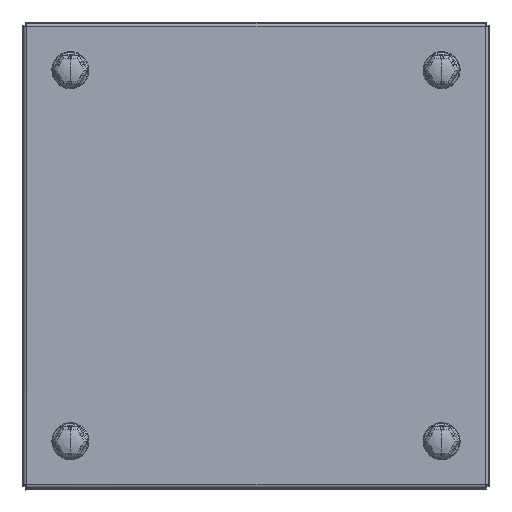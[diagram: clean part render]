
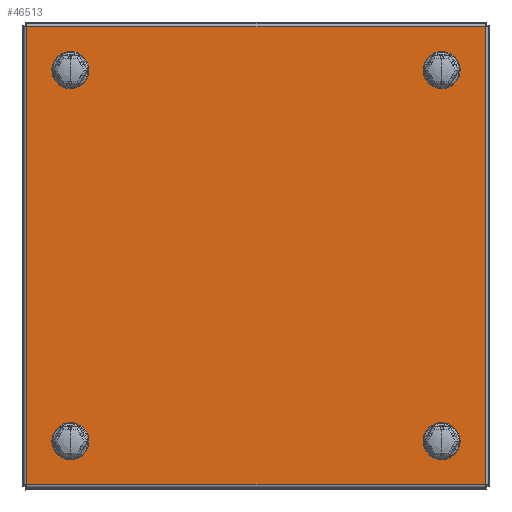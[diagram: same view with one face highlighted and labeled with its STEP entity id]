
A CAD part, top view. The second image highlights one B-rep face of the part: STEP entity #46513.
In plain terms, the highlighted planar face has unit normal (0, 0, 1).
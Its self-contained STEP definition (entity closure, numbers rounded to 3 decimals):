
#193 = ORIENTED_EDGE ( 'NONE', *, *, #46961, .F. ) ;
#401 = ORIENTED_EDGE ( 'NONE', *, *, #10221, .F. ) ;
#428 = EDGE_CURVE ( 'NONE', #19634, #46270, #40433, .T. ) ;
#925 = DIRECTION ( 'NONE',  ( 0., 0., 1. ) ) ;
#2331 = CARTESIAN_POINT ( 'NONE',  ( -78.4, 78.429, 100. ) ) ;
#2406 = CARTESIAN_POINT ( 'NONE',  ( -66.25, -63.5, 100. ) ) ;
#2642 = CARTESIAN_POINT ( 'NONE',  ( -79.5, 79.5, 100. ) ) ;
#2791 = ORIENTED_EDGE ( 'NONE', *, *, #41484, .F. ) ;
#3107 = EDGE_LOOP ( 'NONE', ( #24111, #2791 ) ) ;
#3111 = DIRECTION ( 'NONE',  ( 1., 0., 0. ) ) ;
#4117 = DIRECTION ( 'NONE',  ( 0., 0., 1. ) ) ;
#4431 = CARTESIAN_POINT ( 'NONE',  ( 66.25, -63.5, 100. ) ) ;
#4959 = VERTEX_POINT ( 'NONE', #2406 ) ;
#5179 = EDGE_CURVE ( 'NONE', #8381, #4959, #43716, .T. ) ;
#5324 = DIRECTION ( 'NONE',  ( 1., 0., 0. ) ) ;
#5849 = CARTESIAN_POINT ( 'NONE',  ( 60.75, -63.5, 100. ) ) ;
#6361 = EDGE_CURVE ( 'NONE', #46270, #19634, #26806, .T. ) ;
#6718 = CIRCLE ( 'NONE', #12947, 2.75 ) ;
#6863 = CIRCLE ( 'NONE', #22384, 2.75 ) ;
#6971 = CARTESIAN_POINT ( 'NONE',  ( -63.5, -63.5, 100. ) ) ;
#7119 = EDGE_LOOP ( 'NONE', ( #401, #193 ) ) ;
#8381 = VERTEX_POINT ( 'NONE', #26424 ) ;
#8933 = CARTESIAN_POINT ( 'NONE',  ( 78.429, 78.4, 100. ) ) ;
#9703 = LINE ( 'NONE', #20877, #23390 ) ;
#10221 = EDGE_CURVE ( 'NONE', #25939, #43853, #6863, .T. ) ;
#10340 = CARTESIAN_POINT ( 'NONE',  ( 63.5, -63.5, 100. ) ) ;
#11937 = VERTEX_POINT ( 'NONE', #4431 ) ;
#12352 = DIRECTION ( 'NONE',  ( 0., 1., 0. ) ) ;
#12574 = AXIS2_PLACEMENT_3D ( 'NONE', #37861, #4117, #45114 ) ;
#12947 = AXIS2_PLACEMENT_3D ( 'NONE', #10340, #25155, #29494 ) ;
#13285 = DIRECTION ( 'NONE',  ( 1., 0., 0. ) ) ;
#13474 = EDGE_LOOP ( 'NONE', ( #35758, #22316 ) ) ;
#15308 = EDGE_CURVE ( 'NONE', #33912, #36094, #45570, .T. ) ;
#15765 = AXIS2_PLACEMENT_3D ( 'NONE', #25015, #24548, #39331 ) ;
#15817 = CARTESIAN_POINT ( 'NONE',  ( 78.4, -78.4, 100. ) ) ;
#16927 = ORIENTED_EDGE ( 'NONE', *, *, #36970, .T. ) ;
#17443 = AXIS2_PLACEMENT_3D ( 'NONE', #2642, #42435, #20859 ) ;
#17487 = CARTESIAN_POINT ( 'NONE',  ( -63.5, 63.5, 100. ) ) ;
#17962 = CARTESIAN_POINT ( 'NONE',  ( -78.4, 78.4, 100. ) ) ;
#17979 = CARTESIAN_POINT ( 'NONE',  ( 66.25, 63.5, 100. ) ) ;
#18271 = CARTESIAN_POINT ( 'NONE',  ( -78.4, -78.4, 100. ) ) ;
#19065 = EDGE_LOOP ( 'NONE', ( #16927, #36956, #35181, #42223 ) ) ;
#19396 = CARTESIAN_POINT ( 'NONE',  ( 78.4, -78.429, 100. ) ) ;
#19634 = VERTEX_POINT ( 'NONE', #29925 ) ;
#20352 = LINE ( 'NONE', #8933, #47402 ) ;
#20410 = DIRECTION ( 'NONE',  ( 0., 0., 1. ) ) ;
#20859 = DIRECTION ( 'NONE',  ( 0., -1., 0. ) ) ;
#20877 = CARTESIAN_POINT ( 'NONE',  ( -78.429, -78.4, 100. ) ) ;
#21788 = VECTOR ( 'NONE', #31947, 1000. ) ;
#22316 = ORIENTED_EDGE ( 'NONE', *, *, #33385, .F. ) ;
#22384 = AXIS2_PLACEMENT_3D ( 'NONE', #17487, #20410, #42936 ) ;
#22523 = DIRECTION ( 'NONE',  ( 1., 0., 0. ) ) ;
#23390 = VECTOR ( 'NONE', #5324, 1000. ) ;
#24111 = ORIENTED_EDGE ( 'NONE', *, *, #25301, .F. ) ;
#24256 = FACE_BOUND ( 'NONE', #25782, .T. ) ;
#24548 = DIRECTION ( 'NONE',  ( 0., 0., 1. ) ) ;
#25015 = CARTESIAN_POINT ( 'NONE',  ( -63.5, -63.5, 100. ) ) ;
#25155 = DIRECTION ( 'NONE',  ( 0., 0., 1. ) ) ;
#25301 = EDGE_CURVE ( 'NONE', #11937, #39554, #6718, .T. ) ;
#25782 = EDGE_LOOP ( 'NONE', ( #43888, #37019 ) ) ;
#25939 = VERTEX_POINT ( 'NONE', #40771 ) ;
#26424 = CARTESIAN_POINT ( 'NONE',  ( -60.75, -63.5, 100. ) ) ;
#26806 = CIRCLE ( 'NONE', #34557, 2.75 ) ;
#27251 = EDGE_CURVE ( 'NONE', #36094, #36239, #20352, .T. ) ;
#27656 = FACE_BOUND ( 'NONE', #7119, .T. ) ;
#27852 = DIRECTION ( 'NONE',  ( -1., 0., 0. ) ) ;
#29494 = DIRECTION ( 'NONE',  ( 1., 0., 0. ) ) ;
#29925 = CARTESIAN_POINT ( 'NONE',  ( 60.75, 63.5, 100. ) ) ;
#30169 = VECTOR ( 'NONE', #12352, 1000. ) ;
#30248 = CARTESIAN_POINT ( 'NONE',  ( -66.25, 63.5, 100. ) ) ;
#31737 = DIRECTION ( 'NONE',  ( 0., 0., 1. ) ) ;
#31947 = DIRECTION ( 'NONE',  ( 0., -1., 0. ) ) ;
#32607 = DIRECTION ( 'NONE',  ( 1., 0., 0. ) ) ;
#32810 = CIRCLE ( 'NONE', #15765, 2.75 ) ;
#33058 = VERTEX_POINT ( 'NONE', #18271 ) ;
#33385 = EDGE_CURVE ( 'NONE', #4959, #8381, #32810, .T. ) ;
#33912 = VERTEX_POINT ( 'NONE', #15817 ) ;
#34137 = CARTESIAN_POINT ( 'NONE',  ( 63.5, 63.5, 100. ) ) ;
#34557 = AXIS2_PLACEMENT_3D ( 'NONE', #47202, #31737, #13285 ) ;
#35181 = ORIENTED_EDGE ( 'NONE', *, *, #15308, .T. ) ;
#35758 = ORIENTED_EDGE ( 'NONE', *, *, #5179, .F. ) ;
#35890 = FACE_BOUND ( 'NONE', #13474, .T. ) ;
#36094 = VERTEX_POINT ( 'NONE', #45863 ) ;
#36239 = VERTEX_POINT ( 'NONE', #17962 ) ;
#36246 = DIRECTION ( 'NONE',  ( 0., 0., 1. ) ) ;
#36831 = AXIS2_PLACEMENT_3D ( 'NONE', #40107, #36246, #32607 ) ;
#36956 = ORIENTED_EDGE ( 'NONE', *, *, #40880, .T. ) ;
#36970 = EDGE_CURVE ( 'NONE', #36239, #33058, #40146, .T. ) ;
#37019 = ORIENTED_EDGE ( 'NONE', *, *, #428, .F. ) ;
#37633 = CIRCLE ( 'NONE', #36831, 2.75 ) ;
#37861 = CARTESIAN_POINT ( 'NONE',  ( 63.5, -63.5, 100. ) ) ;
#39056 = FACE_BOUND ( 'NONE', #3107, .T. ) ;
#39331 = DIRECTION ( 'NONE',  ( 1., 0., 0. ) ) ;
#39554 = VERTEX_POINT ( 'NONE', #5849 ) ;
#40107 = CARTESIAN_POINT ( 'NONE',  ( -63.5, 63.5, 100. ) ) ;
#40146 = LINE ( 'NONE', #2331, #21788 ) ;
#40433 = CIRCLE ( 'NONE', #41200, 2.75 ) ;
#40771 = CARTESIAN_POINT ( 'NONE',  ( -60.75, 63.5, 100. ) ) ;
#40880 = EDGE_CURVE ( 'NONE', #33058, #33912, #9703, .T. ) ;
#41200 = AXIS2_PLACEMENT_3D ( 'NONE', #34137, #925, #22523 ) ;
#41484 = EDGE_CURVE ( 'NONE', #39554, #11937, #41998, .T. ) ;
#41998 = CIRCLE ( 'NONE', #12574, 2.75 ) ;
#42200 = PLANE ( 'NONE',  #17443 ) ;
#42223 = ORIENTED_EDGE ( 'NONE', *, *, #27251, .T. ) ;
#42435 = DIRECTION ( 'NONE',  ( 0., 0., 1. ) ) ;
#42936 = DIRECTION ( 'NONE',  ( 1., 0., 0. ) ) ;
#43716 = CIRCLE ( 'NONE', #46836, 2.75 ) ;
#43853 = VERTEX_POINT ( 'NONE', #30248 ) ;
#43888 = ORIENTED_EDGE ( 'NONE', *, *, #6361, .F. ) ;
#44589 = DIRECTION ( 'NONE',  ( 0., 0., 1. ) ) ;
#45114 = DIRECTION ( 'NONE',  ( 1., 0., 0. ) ) ;
#45570 = LINE ( 'NONE', #19396, #30169 ) ;
#45863 = CARTESIAN_POINT ( 'NONE',  ( 78.4, 78.4, 100. ) ) ;
#46270 = VERTEX_POINT ( 'NONE', #17979 ) ;
#46513 = ADVANCED_FACE ( 'NONE', ( #27656, #24256, #35890, #39056, #47022 ), #42200, .T. ) ;
#46836 = AXIS2_PLACEMENT_3D ( 'NONE', #6971, #44589, #3111 ) ;
#46961 = EDGE_CURVE ( 'NONE', #43853, #25939, #37633, .T. ) ;
#47022 = FACE_OUTER_BOUND ( 'NONE', #19065, .T. ) ;
#47202 = CARTESIAN_POINT ( 'NONE',  ( 63.5, 63.5, 100. ) ) ;
#47402 = VECTOR ( 'NONE', #27852, 1000. ) ;
